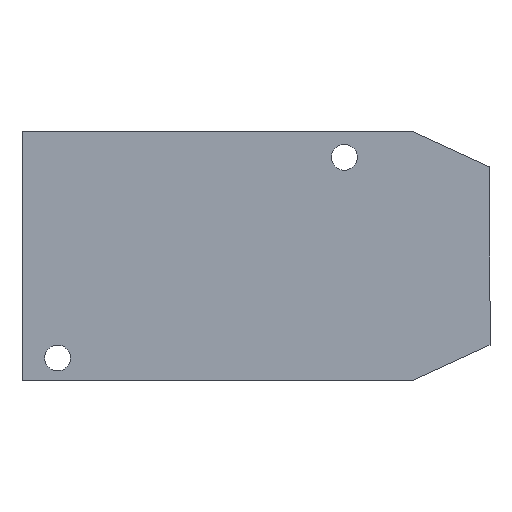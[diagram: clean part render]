
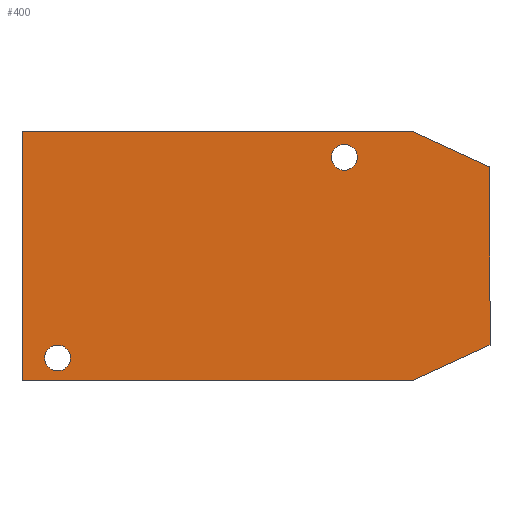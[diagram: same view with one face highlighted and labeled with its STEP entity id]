
A CAD part, front view. The second image highlights one B-rep face of the part: STEP entity #400.
In plain terms, the highlighted planar face has unit normal (0, -1, 0).
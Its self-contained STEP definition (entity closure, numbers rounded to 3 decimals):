
#10 = EDGE_LOOP ( 'NONE', ( #594, #108 ) ) ;
#16 = CARTESIAN_POINT ( 'NONE',  ( 72.3, 0., -33. ) ) ;
#44 = DIRECTION ( 'NONE',  ( 0., 0., 1. ) ) ;
#51 = LINE ( 'NONE', #16, #354 ) ;
#61 = DIRECTION ( 'NONE',  ( 0., 1., 0. ) ) ;
#68 = DIRECTION ( 'NONE',  ( -0.909, 0., -0.417 ) ) ;
#74 = EDGE_CURVE ( 'NONE', #663, #672, #163, .T. ) ;
#78 = VECTOR ( 'NONE', #44, 1000. ) ;
#108 = ORIENTED_EDGE ( 'NONE', *, *, #285, .T. ) ;
#115 = CARTESIAN_POINT ( 'NONE',  ( 0., 0., -38.5 ) ) ;
#120 = DIRECTION ( 'NONE',  ( 0., 0., 1. ) ) ;
#141 = CARTESIAN_POINT ( 'NONE',  ( 72.3, 0., -5.5 ) ) ;
#142 = CIRCLE ( 'NONE', #292, 2. ) ;
#149 = AXIS2_PLACEMENT_3D ( 'NONE', #170, #440, #653 ) ;
#163 = LINE ( 'NONE', #508, #797 ) ;
#170 = CARTESIAN_POINT ( 'NONE',  ( 49.8, 0., -4. ) ) ;
#178 = VERTEX_POINT ( 'NONE', #304 ) ;
#188 = CARTESIAN_POINT ( 'NONE',  ( 0., 0., 0. ) ) ;
#193 = VERTEX_POINT ( 'NONE', #188 ) ;
#197 = DIRECTION ( 'NONE',  ( 0., 0., 1. ) ) ;
#207 = CARTESIAN_POINT ( 'NONE',  ( 60.3, 0., -38.5 ) ) ;
#218 = CIRCLE ( 'NONE', #149, 2. ) ;
#219 = VERTEX_POINT ( 'NONE', #115 ) ;
#239 = VERTEX_POINT ( 'NONE', #332 ) ;
#240 = EDGE_CURVE ( 'NONE', #482, #390, #496, .T. ) ;
#268 = DIRECTION ( 'NONE',  ( 0., 0., -1. ) ) ;
#269 = EDGE_LOOP ( 'NONE', ( #375, #337, #270, #349, #636, #416 ) ) ;
#270 = ORIENTED_EDGE ( 'NONE', *, *, #401, .F. ) ;
#271 = DIRECTION ( 'NONE',  ( 0., 0., 1. ) ) ;
#285 = EDGE_CURVE ( 'NONE', #178, #877, #142, .T. ) ;
#290 = LINE ( 'NONE', #664, #573 ) ;
#291 = LINE ( 'NONE', #764, #347 ) ;
#292 = AXIS2_PLACEMENT_3D ( 'NONE', #603, #327, #197 ) ;
#304 = CARTESIAN_POINT ( 'NONE',  ( 5.5, 0., -37. ) ) ;
#309 = AXIS2_PLACEMENT_3D ( 'NONE', #346, #686, #473 ) ;
#327 = DIRECTION ( 'NONE',  ( 0., 1., 0. ) ) ;
#332 = CARTESIAN_POINT ( 'NONE',  ( 72.3, 0., -33. ) ) ;
#337 = ORIENTED_EDGE ( 'NONE', *, *, #381, .F. ) ;
#344 = EDGE_CURVE ( 'NONE', #672, #239, #421, .T. ) ;
#346 = CARTESIAN_POINT ( 'NONE',  ( 0., 0., 0. ) ) ;
#347 = VECTOR ( 'NONE', #695, 1000. ) ;
#349 = ORIENTED_EDGE ( 'NONE', *, *, #344, .F. ) ;
#354 = VECTOR ( 'NONE', #68, 1000. ) ;
#375 = ORIENTED_EDGE ( 'NONE', *, *, #596, .F. ) ;
#381 = EDGE_CURVE ( 'NONE', #391, #219, #291, .T. ) ;
#390 = VERTEX_POINT ( 'NONE', #475 ) ;
#391 = VERTEX_POINT ( 'NONE', #207 ) ;
#400 = ADVANCED_FACE ( 'NONE', ( #645, #749, #873 ), #705, .T. ) ;
#401 = EDGE_CURVE ( 'NONE', #239, #391, #51, .T. ) ;
#413 = CARTESIAN_POINT ( 'NONE',  ( 5.5, 0., -33. ) ) ;
#416 = ORIENTED_EDGE ( 'NONE', *, *, #741, .F. ) ;
#418 = CIRCLE ( 'NONE', #424, 2. ) ;
#421 = LINE ( 'NONE', #141, #771 ) ;
#424 = AXIS2_PLACEMENT_3D ( 'NONE', #546, #61, #271 ) ;
#440 = DIRECTION ( 'NONE',  ( 0., 1., 0. ) ) ;
#450 = EDGE_CURVE ( 'NONE', #390, #482, #218, .T. ) ;
#455 = ORIENTED_EDGE ( 'NONE', *, *, #450, .T. ) ;
#460 = CARTESIAN_POINT ( 'NONE',  ( 60.3, 0., 0. ) ) ;
#473 = DIRECTION ( 'NONE',  ( 0., 0., -1. ) ) ;
#475 = CARTESIAN_POINT ( 'NONE',  ( 49.8, 0., -6. ) ) ;
#482 = VERTEX_POINT ( 'NONE', #579 ) ;
#496 = CIRCLE ( 'NONE', #575, 2. ) ;
#508 = CARTESIAN_POINT ( 'NONE',  ( 60.3, 0., 0. ) ) ;
#546 = CARTESIAN_POINT ( 'NONE',  ( 5.5, 0., -35. ) ) ;
#573 = VECTOR ( 'NONE', #669, 1000. ) ;
#575 = AXIS2_PLACEMENT_3D ( 'NONE', #743, #883, #120 ) ;
#579 = CARTESIAN_POINT ( 'NONE',  ( 49.8, 0., -2. ) ) ;
#594 = ORIENTED_EDGE ( 'NONE', *, *, #864, .T. ) ;
#596 = EDGE_CURVE ( 'NONE', #219, #193, #615, .T. ) ;
#603 = CARTESIAN_POINT ( 'NONE',  ( 5.5, 0., -35. ) ) ;
#608 = ORIENTED_EDGE ( 'NONE', *, *, #240, .T. ) ;
#615 = LINE ( 'NONE', #795, #78 ) ;
#636 = ORIENTED_EDGE ( 'NONE', *, *, #74, .F. ) ;
#645 = FACE_BOUND ( 'NONE', #10, .T. ) ;
#653 = DIRECTION ( 'NONE',  ( 0., 0., 1. ) ) ;
#660 = DIRECTION ( 'NONE',  ( 0.909, 0., -0.417 ) ) ;
#663 = VERTEX_POINT ( 'NONE', #460 ) ;
#664 = CARTESIAN_POINT ( 'NONE',  ( 0., 0., 0. ) ) ;
#669 = DIRECTION ( 'NONE',  ( 1., 0., 0. ) ) ;
#672 = VERTEX_POINT ( 'NONE', #804 ) ;
#686 = DIRECTION ( 'NONE',  ( 0., -1., 0. ) ) ;
#695 = DIRECTION ( 'NONE',  ( -1., 0., 0. ) ) ;
#696 = EDGE_LOOP ( 'NONE', ( #608, #455 ) ) ;
#705 = PLANE ( 'NONE',  #309 ) ;
#741 = EDGE_CURVE ( 'NONE', #193, #663, #290, .T. ) ;
#743 = CARTESIAN_POINT ( 'NONE',  ( 49.8, 0., -4. ) ) ;
#749 = FACE_BOUND ( 'NONE', #696, .T. ) ;
#764 = CARTESIAN_POINT ( 'NONE',  ( 0., 0., -38.5 ) ) ;
#771 = VECTOR ( 'NONE', #268, 1000. ) ;
#795 = CARTESIAN_POINT ( 'NONE',  ( 0., 0., 0. ) ) ;
#797 = VECTOR ( 'NONE', #660, 1000. ) ;
#804 = CARTESIAN_POINT ( 'NONE',  ( 72.3, 0., -5.5 ) ) ;
#864 = EDGE_CURVE ( 'NONE', #877, #178, #418, .T. ) ;
#873 = FACE_OUTER_BOUND ( 'NONE', #269, .T. ) ;
#877 = VERTEX_POINT ( 'NONE', #413 ) ;
#883 = DIRECTION ( 'NONE',  ( 0., 1., 0. ) ) ;
